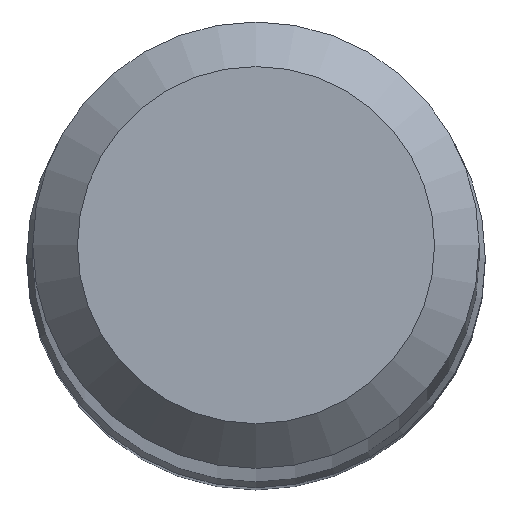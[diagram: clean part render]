
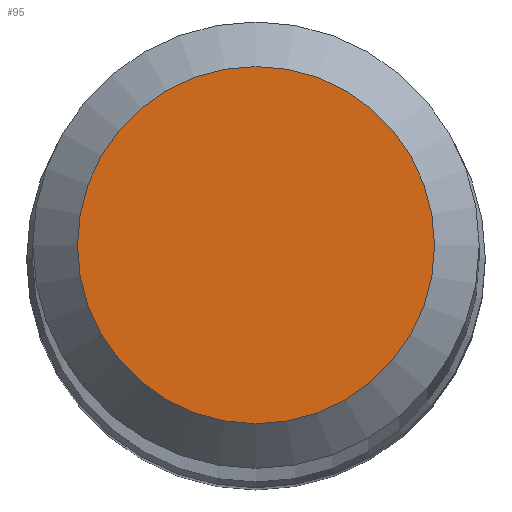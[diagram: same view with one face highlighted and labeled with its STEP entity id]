
A CAD part, top view. The second image highlights one B-rep face of the part: STEP entity #95.
In plain terms, the highlighted planar face has unit normal (0, 0, 1).
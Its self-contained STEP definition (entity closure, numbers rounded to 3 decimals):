
#16 = EDGE_CURVE ( 'NONE', #181, #181, #44, .T. ) ;
#20 = CARTESIAN_POINT ( 'NONE',  ( 0., 0., 80. ) ) ;
#44 = CIRCLE ( 'NONE', #76, 1.6 ) ;
#70 = DIRECTION ( 'NONE',  ( 0., 1., 0. ) ) ;
#76 = AXIS2_PLACEMENT_3D ( 'NONE', #20, #124, #70 ) ;
#85 = DIRECTION ( 'NONE',  ( 0., 0., -1. ) ) ;
#87 = PLANE ( 'NONE',  #212 ) ;
#95 = ADVANCED_FACE ( 'NONE', ( #216 ), #87, .F. ) ;
#106 = CARTESIAN_POINT ( 'NONE',  ( 0., 0., 80. ) ) ;
#124 = DIRECTION ( 'NONE',  ( 0., 0., -1. ) ) ;
#162 = CARTESIAN_POINT ( 'NONE',  ( 0., 1.6, 80. ) ) ;
#173 = EDGE_LOOP ( 'NONE', ( #214 ) ) ;
#175 = DIRECTION ( 'NONE',  ( 0., 1., 0. ) ) ;
#181 = VERTEX_POINT ( 'NONE', #162 ) ;
#212 = AXIS2_PLACEMENT_3D ( 'NONE', #106, #85, #175 ) ;
#214 = ORIENTED_EDGE ( 'NONE', *, *, #16, .F. ) ;
#216 = FACE_OUTER_BOUND ( 'NONE', #173, .T. ) ;
